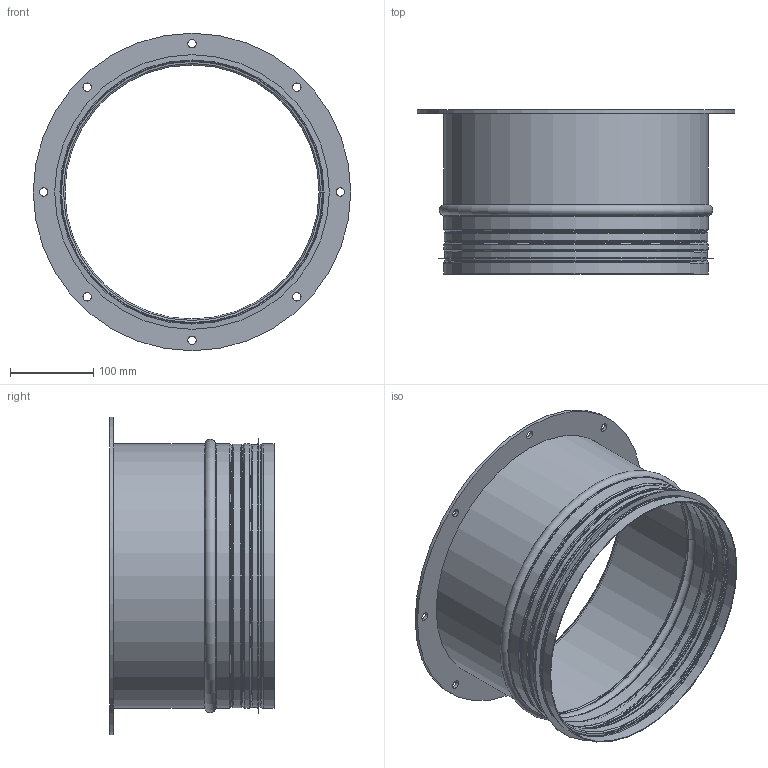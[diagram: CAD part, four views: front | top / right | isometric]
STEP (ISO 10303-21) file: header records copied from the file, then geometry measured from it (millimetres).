
FILE_DESCRIPTION(/* description */ ('Rörämne imkanal'),/* implementation_level */ '2;1');
FILE_NAME(/* name */ 'HSKFH-05.stp',/* time_stamp */ '2015-07-10T13:23:43+02:00',/* author */ ('John'),/* organization */ (''),/* preprocessor_version */ 'ST-DEVELOPER v15.6',/* originating_system */ 'Autodesk Inventor 2015',/* authorisation */ '');
FILE_SCHEMA (('AUTOMOTIVE_DESIGN { 1 0 10303 214 3 1 1 }'));
Length unit declared in the file: millimetre
Products named in the file (5): HSKFH-AA-05; HIK-AA-6; HIK-AB-6; HFSH-315; HSKFH-05
Assembly tree (4 placements, depth 2):
  HSKFH-05
    HSKFH-AA-05
    HIK-AA-6
    HIK-AB-6
    HFSH-315
Bounding box: 381 x 197 x 381 mm (x, y, z)
Volume: 390741.8 mm3; surface area: 557484 mm2
Topology: 4 solids, 4 shells, 116 faces, 234 edges, 126 vertices
Faces by surface type: plane 50, torus 28, cylinder 28, cone 10
Full cylindrical faces by diameter (mm): 10 x8, 312 x2, 315.6 x2, 316.6 x1, 317.5 x1, 329.6 x1, 381 x1
Entity records: 3113 total; most frequent: DIRECTION 586, CARTESIAN_POINT 461, ORIENTED_EDGE 420, AXIS2_PLACEMENT_3D 251, EDGE_CURVE 210, EDGE_LOOP 162, CIRCLE 126, VERTEX_POINT 126
